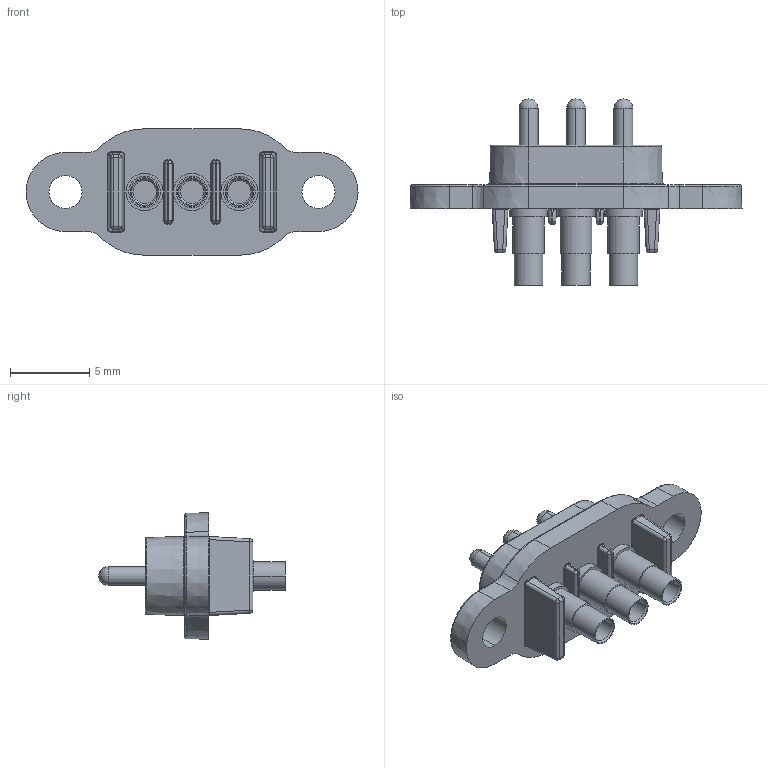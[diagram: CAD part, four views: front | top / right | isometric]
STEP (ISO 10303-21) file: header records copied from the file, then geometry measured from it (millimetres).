
FILE_DESCRIPTION (( 'STEP AP214' ), '1' );
FILE_NAME ('UEBK-30264.STEP', '2020-08-12T06:41:08', ( '' ), ( '' ), 'SwSTEP 2.0', 'SolidWorks 2020', '' );
FILE_SCHEMA (( 'AUTOMOTIVE_DESIGN' ));
Length unit declared in the file: millimetre
Products named in the file (3): UEBK-30264-Pin; UEBK-30264; UEBK-30264-Gehäuse
Assembly tree (4 placements, depth 2):
  UEBK-30264
    UEBK-30264-Pin  x3
    UEBK-30264-Gehäuse
Bounding box: 21 x 11.8 x 8 mm (x, y, z)
Volume: 361.7 mm3; surface area: 816.4 mm2
Topology: 4 solids, 7 shells, 277 faces, 580 edges, 334 vertices
Faces by surface type: cylinder 122, plane 58, bspline 55, cone 42
Entity records: 8582 total; most frequent: CARTESIAN_POINT 1943, DIRECTION 918, ORIENTED_EDGE 876, EDGE_CURVE 438, AXIS2_PLACEMENT_3D 365, VERTEX_POINT 250, EDGE_LOOP 226, UNCERTAINTY_MEASURE_WITH_UNIT 212
